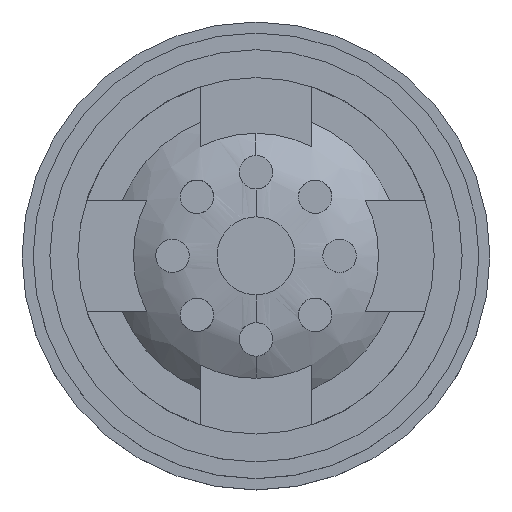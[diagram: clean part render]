
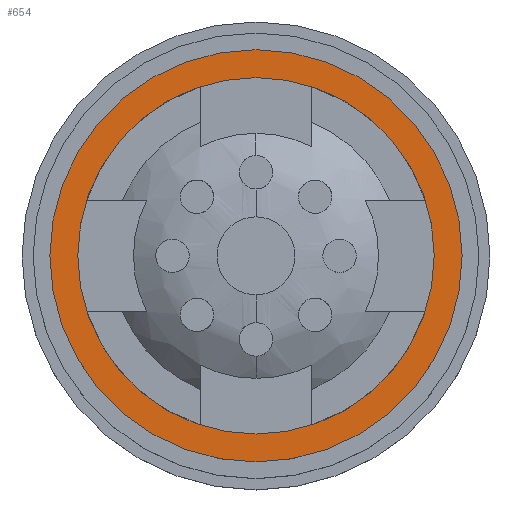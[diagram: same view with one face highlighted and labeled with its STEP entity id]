
A CAD part, top view. The second image highlights one B-rep face of the part: STEP entity #654.
In plain terms, the highlighted planar face has unit normal (0, 0, 1).
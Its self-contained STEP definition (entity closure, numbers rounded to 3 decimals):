
#198 = FACE_BOUND ( 'NONE', #929, .T. ) ;
#200 = VERTEX_POINT ( 'NONE', #957 ) ;
#287 = CIRCLE ( 'NONE', #1276, 16. ) ;
#303 = DIRECTION ( 'NONE',  ( 0., 1., 0. ) ) ;
#380 = AXIS2_PLACEMENT_3D ( 'NONE', #1737, #646, #303 ) ;
#474 = AXIS2_PLACEMENT_3D ( 'NONE', #1857, #2061, #1519 ) ;
#481 = CARTESIAN_POINT ( 'NONE',  ( 0., -18.5, 11. ) ) ;
#542 = ORIENTED_EDGE ( 'NONE', *, *, #764, .F. ) ;
#617 = CIRCLE ( 'NONE', #474, 16. ) ;
#646 = DIRECTION ( 'NONE',  ( 0., 0., -1. ) ) ;
#654 = ADVANCED_FACE ( 'NONE', ( #2277, #198 ), #1946, .F. ) ;
#665 = DIRECTION ( 'NONE',  ( 0., 0., -1. ) ) ;
#706 = EDGE_CURVE ( 'NONE', #1155, #909, #287, .T. ) ;
#712 = ORIENTED_EDGE ( 'NONE', *, *, #918, .T. ) ;
#714 = CARTESIAN_POINT ( 'NONE',  ( 0., 0., 11. ) ) ;
#764 = EDGE_CURVE ( 'NONE', #200, #1392, #2072, .T. ) ;
#850 = DIRECTION ( 'NONE',  ( 0., 1., 0. ) ) ;
#868 = CIRCLE ( 'NONE', #380, 18.5 ) ;
#909 = VERTEX_POINT ( 'NONE', #1116 ) ;
#918 = EDGE_CURVE ( 'NONE', #909, #1155, #617, .T. ) ;
#923 = CARTESIAN_POINT ( 'NONE',  ( 0., -16., 11. ) ) ;
#929 = EDGE_LOOP ( 'NONE', ( #712, #1767 ) ) ;
#957 = CARTESIAN_POINT ( 'NONE',  ( 0., 18.5, 11. ) ) ;
#1116 = CARTESIAN_POINT ( 'NONE',  ( 0., 16., 11. ) ) ;
#1155 = VERTEX_POINT ( 'NONE', #923 ) ;
#1276 = AXIS2_PLACEMENT_3D ( 'NONE', #1952, #665, #850 ) ;
#1366 = EDGE_CURVE ( 'NONE', #1392, #200, #868, .T. ) ;
#1368 = EDGE_LOOP ( 'NONE', ( #542, #1699 ) ) ;
#1392 = VERTEX_POINT ( 'NONE', #2309 ) ;
#1419 = DIRECTION ( 'NONE',  ( 0., 1., 0. ) ) ;
#1519 = DIRECTION ( 'NONE',  ( 0., 1., 0. ) ) ;
#1699 = ORIENTED_EDGE ( 'NONE', *, *, #1366, .F. ) ;
#1737 = CARTESIAN_POINT ( 'NONE',  ( 0., 0., 11. ) ) ;
#1746 = DIRECTION ( 'NONE',  ( 0., 0., -1. ) ) ;
#1761 = DIRECTION ( 'NONE',  ( 0., 1., 0. ) ) ;
#1767 = ORIENTED_EDGE ( 'NONE', *, *, #706, .T. ) ;
#1802 = AXIS2_PLACEMENT_3D ( 'NONE', #714, #1970, #1419 ) ;
#1857 = CARTESIAN_POINT ( 'NONE',  ( 0., 0., 11. ) ) ;
#1946 = PLANE ( 'NONE',  #2147 ) ;
#1952 = CARTESIAN_POINT ( 'NONE',  ( 0., 0., 11. ) ) ;
#1970 = DIRECTION ( 'NONE',  ( 0., 0., -1. ) ) ;
#2061 = DIRECTION ( 'NONE',  ( 0., 0., -1. ) ) ;
#2072 = CIRCLE ( 'NONE', #1802, 18.5 ) ;
#2147 = AXIS2_PLACEMENT_3D ( 'NONE', #481, #1746, #1761 ) ;
#2277 = FACE_OUTER_BOUND ( 'NONE', #1368, .T. ) ;
#2309 = CARTESIAN_POINT ( 'NONE',  ( 0., -18.5, 11. ) ) ;
